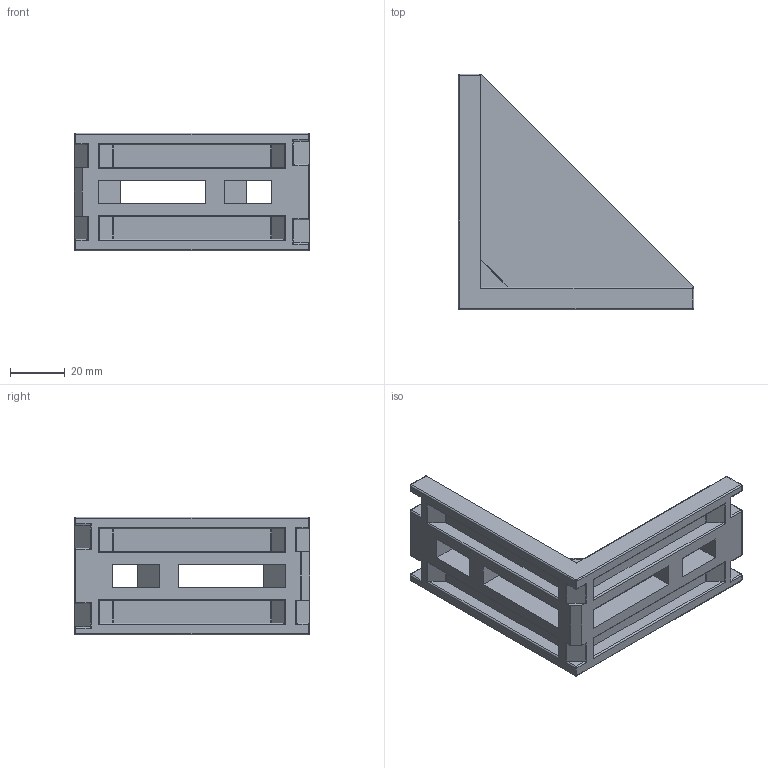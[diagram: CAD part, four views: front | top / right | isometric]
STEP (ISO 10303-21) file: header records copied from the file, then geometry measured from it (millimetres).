
FILE_DESCRIPTION(/* description */ ('SQUADRETTA 87x87 L=43 SERIE45 ALL. '),/* implementation_level */ '2;1');
FILE_NAME(/* name */ 'DSQAL0000031.stp',/* time_stamp */ '2019-11-19T10:58:22+01:00',/* author */ ('fzagni'),/* organization */ (''),/* preprocessor_version */ 'ST-DEVELOPER v17.2',/* originating_system */ 'Autodesk Inventor 2019',/* authorisation */ '');
FILE_SCHEMA (('AUTOMOTIVE_DESIGN { 1 0 10303 214 3 1 1 }'));
Length unit declared in the file: millimetre
Products named in the file (1): DSQAL0000031
Bounding box: 86 x 86 x 43 mm (x, y, z)
Volume: 58343.7 mm3; surface area: 26319.3 mm2
Topology: 1 solids, 1 shells, 179 faces, 451 edges, 276 vertices
Faces by surface type: cylinder 85, plane 78, sphere 16
Entity records: 5386 total; most frequent: DIRECTION 979, CARTESIAN_POINT 907, ORIENTED_EDGE 902, EDGE_CURVE 451, AXIS2_PLACEMENT_3D 348, LINE 283, VECTOR 283, VERTEX_POINT 276
